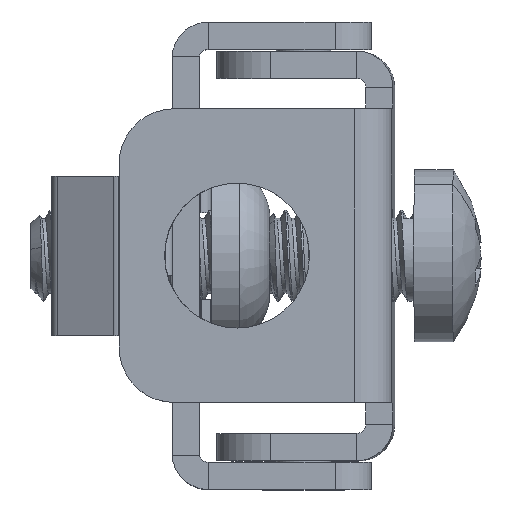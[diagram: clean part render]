
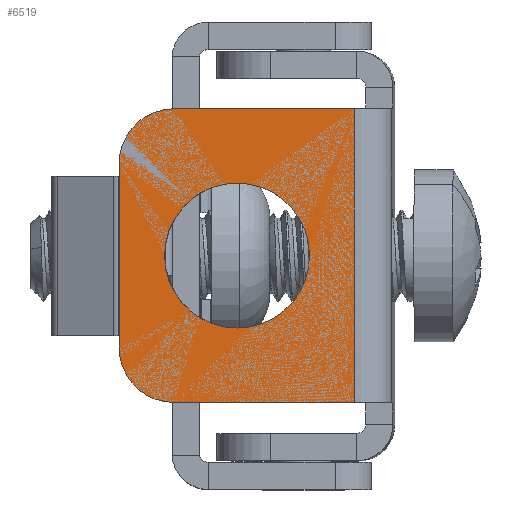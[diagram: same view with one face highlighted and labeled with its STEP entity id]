
A CAD part, top view. The second image highlights one B-rep face of the part: STEP entity #6519.
In plain terms, the highlighted face is planar.
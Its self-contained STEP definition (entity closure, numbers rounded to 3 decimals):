
#248 = VERTEX_POINT ( 'NONE', #1554 ) ;
#393 = CARTESIAN_POINT ( 'NONE',  ( -9., -2., 21.5 ) ) ;
#548 = EDGE_CURVE ( 'NONE', #2153, #6983, #13001, .T. ) ;
#591 = CARTESIAN_POINT ( 'NONE',  ( -8.1, -2., 21.5 ) ) ;
#1465 = VERTEX_POINT ( 'NONE', #2569 ) ;
#1500 = CARTESIAN_POINT ( 'NONE',  ( -8.1, -12., 21.5 ) ) ;
#1554 = CARTESIAN_POINT ( 'NONE',  ( 8.1, -2., 21.5 ) ) ;
#1712 = CARTESIAN_POINT ( 'NONE',  ( 0., -8.5, 21.5 ) ) ;
#1804 = DIRECTION ( 'NONE',  ( 0., -1., 0. ) ) ;
#1859 = CARTESIAN_POINT ( 'NONE',  ( -8.1, -15., 21.5 ) ) ;
#1879 = VERTEX_POINT ( 'NONE', #6970 ) ;
#1910 = ORIENTED_EDGE ( 'NONE', *, *, #3475, .T. ) ;
#1939 = VERTEX_POINT ( 'NONE', #7070 ) ;
#2153 = VERTEX_POINT ( 'NONE', #9921 ) ;
#2308 = VECTOR ( 'NONE', #11622, 1000. ) ;
#2569 = CARTESIAN_POINT ( 'NONE',  ( -4., -8.5, 21.5 ) ) ;
#2715 = VECTOR ( 'NONE', #1804, 1000. ) ;
#2893 = EDGE_CURVE ( 'NONE', #1879, #1465, #3364, .T. ) ;
#2930 = DIRECTION ( 'NONE',  ( 1., 0., 0. ) ) ;
#3364 = CIRCLE ( 'NONE', #13694, 4. ) ;
#3475 = EDGE_CURVE ( 'NONE', #248, #15079, #13856, .T. ) ;
#4043 = DIRECTION ( 'NONE',  ( 0., 0., -1. ) ) ;
#4156 = CARTESIAN_POINT ( 'NONE',  ( 8.1, -12., 21.5 ) ) ;
#4377 = CARTESIAN_POINT ( 'NONE',  ( -8.1, -1.5, 21.5 ) ) ;
#4434 = ORIENTED_EDGE ( 'NONE', *, *, #548, .F. ) ;
#4667 = EDGE_LOOP ( 'NONE', ( #9166, #1910, #13239, #4434, #11494, #11015 ) ) ;
#5637 = CARTESIAN_POINT ( 'NONE',  ( -8.1, -1.5, 21.5 ) ) ;
#6331 = VERTEX_POINT ( 'NONE', #4156 ) ;
#6343 = DIRECTION ( 'NONE',  ( 0., 0., 1. ) ) ;
#6519 = ADVANCED_FACE ( 'NONE', ( #8177, #11001 ), #6843, .F. ) ;
#6843 = PLANE ( 'NONE',  #9833 ) ;
#6889 = DIRECTION ( 'NONE',  ( 0., 0., -1. ) ) ;
#6970 = CARTESIAN_POINT ( 'NONE',  ( 4., -8.5, 21.5 ) ) ;
#6983 = VERTEX_POINT ( 'NONE', #1500 ) ;
#7070 = CARTESIAN_POINT ( 'NONE',  ( 5.1, -15., 21.5 ) ) ;
#7168 = CIRCLE ( 'NONE', #11599, 4. ) ;
#7780 = VECTOR ( 'NONE', #8941, 1000. ) ;
#8048 = ORIENTED_EDGE ( 'NONE', *, *, #2893, .F. ) ;
#8177 = FACE_BOUND ( 'NONE', #15204, .T. ) ;
#8253 = EDGE_CURVE ( 'NONE', #1465, #1879, #7168, .T. ) ;
#8941 = DIRECTION ( 'NONE',  ( -1., 0., 0. ) ) ;
#9166 = ORIENTED_EDGE ( 'NONE', *, *, #15104, .F. ) ;
#9833 = AXIS2_PLACEMENT_3D ( 'NONE', #5637, #6889, #15378 ) ;
#9921 = CARTESIAN_POINT ( 'NONE',  ( -5.1, -15., 21.5 ) ) ;
#10012 = AXIS2_PLACEMENT_3D ( 'NONE', #11344, #4043, #12563 ) ;
#10255 = DIRECTION ( 'NONE',  ( 0., 0., 1. ) ) ;
#10455 = DIRECTION ( 'NONE',  ( 0., -1., 0. ) ) ;
#11001 = FACE_OUTER_BOUND ( 'NONE', #4667, .T. ) ;
#11015 = ORIENTED_EDGE ( 'NONE', *, *, #11564, .F. ) ;
#11344 = CARTESIAN_POINT ( 'NONE',  ( 5.1, -12., 21.5 ) ) ;
#11494 = ORIENTED_EDGE ( 'NONE', *, *, #15154, .T. ) ;
#11564 = EDGE_CURVE ( 'NONE', #6331, #1939, #15564, .T. ) ;
#11568 = CARTESIAN_POINT ( 'NONE',  ( 8.1, -1.5, 21.5 ) ) ;
#11599 = AXIS2_PLACEMENT_3D ( 'NONE', #1712, #10255, #2930 ) ;
#11622 = DIRECTION ( 'NONE',  ( 1., 0., 0. ) ) ;
#12200 = EDGE_CURVE ( 'NONE', #15079, #6983, #14804, .T. ) ;
#12287 = ORIENTED_EDGE ( 'NONE', *, *, #8253, .F. ) ;
#12449 = LINE ( 'NONE', #1859, #2308 ) ;
#12563 = DIRECTION ( 'NONE',  ( -1., 0., 0. ) ) ;
#12788 = CARTESIAN_POINT ( 'NONE',  ( -5.1, -12., 21.5 ) ) ;
#13001 = CIRCLE ( 'NONE', #13601, 3. ) ;
#13239 = ORIENTED_EDGE ( 'NONE', *, *, #12200, .T. ) ;
#13600 = CARTESIAN_POINT ( 'NONE',  ( 0., -8.5, 21.5 ) ) ;
#13601 = AXIS2_PLACEMENT_3D ( 'NONE', #12788, #15347, #15299 ) ;
#13694 = AXIS2_PLACEMENT_3D ( 'NONE', #13600, #6343, #14848 ) ;
#13856 = LINE ( 'NONE', #393, #7780 ) ;
#14402 = VECTOR ( 'NONE', #10455, 1000. ) ;
#14804 = LINE ( 'NONE', #4377, #14402 ) ;
#14848 = DIRECTION ( 'NONE',  ( 1., 0., 0. ) ) ;
#15079 = VERTEX_POINT ( 'NONE', #591 ) ;
#15104 = EDGE_CURVE ( 'NONE', #248, #6331, #15658, .T. ) ;
#15154 = EDGE_CURVE ( 'NONE', #2153, #1939, #12449, .T. ) ;
#15204 = EDGE_LOOP ( 'NONE', ( #12287, #8048 ) ) ;
#15299 = DIRECTION ( 'NONE',  ( -1., 0., 0. ) ) ;
#15347 = DIRECTION ( 'NONE',  ( 0., 0., -1. ) ) ;
#15378 = DIRECTION ( 'NONE',  ( 1., 0., 0. ) ) ;
#15564 = CIRCLE ( 'NONE', #10012, 3. ) ;
#15658 = LINE ( 'NONE', #11568, #2715 ) ;
